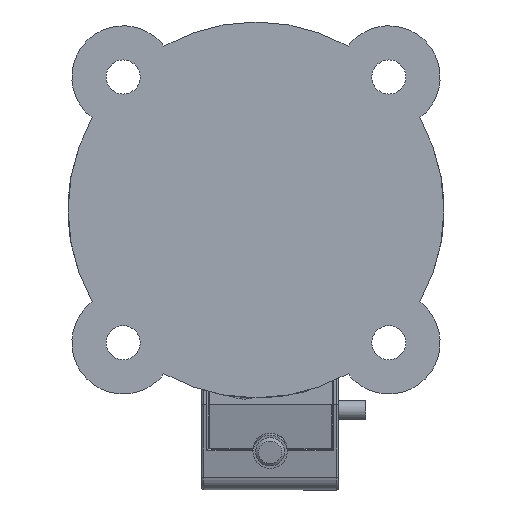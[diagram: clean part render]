
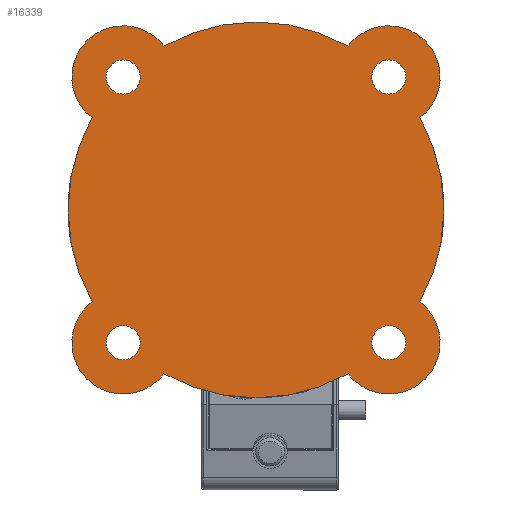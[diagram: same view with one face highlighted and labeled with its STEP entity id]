
A CAD part, left-side view. The second image highlights one B-rep face of the part: STEP entity #16339.
In plain terms, the highlighted face is planar.
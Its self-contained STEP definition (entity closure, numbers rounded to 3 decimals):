
#284=FACE_BOUND('',#5722,.T.);
#285=FACE_BOUND('',#5723,.T.);
#286=FACE_BOUND('',#5724,.T.);
#287=FACE_BOUND('',#5725,.T.);
#699=PLANE('',#17793);
#4701=FACE_OUTER_BOUND('',#5721,.T.);
#5721=EDGE_LOOP('',(#14639,#14640,#14641,#14642,#14643,#14644,#14645,#14646));
#5722=EDGE_LOOP('',(#14647));
#5723=EDGE_LOOP('',(#14648));
#5724=EDGE_LOOP('',(#14649));
#5725=EDGE_LOOP('',(#14650));
#6734=CIRCLE('',#17770,5.);
#6735=CIRCLE('',#17772,5.);
#6736=CIRCLE('',#17774,5.);
#6737=CIRCLE('',#17776,5.);
#6738=CIRCLE('',#17778,15.);
#6739=CIRCLE('',#17780,55.);
#6740=CIRCLE('',#17782,15.);
#6741=CIRCLE('',#17784,55.);
#6742=CIRCLE('',#17786,15.);
#6743=CIRCLE('',#17788,55.);
#6744=CIRCLE('',#17790,15.);
#6745=CIRCLE('',#17792,55.);
#8021=VERTEX_POINT('',#29366);
#8022=VERTEX_POINT('',#29370);
#8023=VERTEX_POINT('',#29374);
#8024=VERTEX_POINT('',#29378);
#8025=VERTEX_POINT('',#29382);
#8026=VERTEX_POINT('',#29383);
#8027=VERTEX_POINT('',#29388);
#8028=VERTEX_POINT('',#29392);
#8029=VERTEX_POINT('',#29396);
#8030=VERTEX_POINT('',#29400);
#8031=VERTEX_POINT('',#29404);
#8032=VERTEX_POINT('',#29408);
#10248=EDGE_CURVE('',#8021,#8021,#6734,.T.);
#10250=EDGE_CURVE('',#8022,#8022,#6735,.T.);
#10252=EDGE_CURVE('',#8023,#8023,#6736,.T.);
#10254=EDGE_CURVE('',#8024,#8024,#6737,.T.);
#10255=EDGE_CURVE('',#8025,#8026,#6738,.T.);
#10258=EDGE_CURVE('',#8027,#8025,#6739,.T.);
#10260=EDGE_CURVE('',#8028,#8027,#6740,.T.);
#10262=EDGE_CURVE('',#8029,#8028,#6741,.T.);
#10264=EDGE_CURVE('',#8030,#8029,#6742,.T.);
#10266=EDGE_CURVE('',#8031,#8030,#6743,.T.);
#10268=EDGE_CURVE('',#8032,#8031,#6744,.T.);
#10270=EDGE_CURVE('',#8026,#8032,#6745,.T.);
#14639=ORIENTED_EDGE('',*,*,#10270,.F.);
#14640=ORIENTED_EDGE('',*,*,#10255,.F.);
#14641=ORIENTED_EDGE('',*,*,#10258,.F.);
#14642=ORIENTED_EDGE('',*,*,#10260,.F.);
#14643=ORIENTED_EDGE('',*,*,#10262,.F.);
#14644=ORIENTED_EDGE('',*,*,#10264,.F.);
#14645=ORIENTED_EDGE('',*,*,#10266,.F.);
#14646=ORIENTED_EDGE('',*,*,#10268,.F.);
#14647=ORIENTED_EDGE('',*,*,#10248,.T.);
#14648=ORIENTED_EDGE('',*,*,#10250,.T.);
#14649=ORIENTED_EDGE('',*,*,#10252,.T.);
#14650=ORIENTED_EDGE('',*,*,#10254,.T.);
#16339=ADVANCED_FACE('',(#4701,#284,#285,#286,#287),#699,.F.);
#17770=AXIS2_PLACEMENT_3D('',#29368,#21515,#21516);
#17772=AXIS2_PLACEMENT_3D('',#29372,#21520,#21521);
#17774=AXIS2_PLACEMENT_3D('',#29376,#21525,#21526);
#17776=AXIS2_PLACEMENT_3D('',#29380,#21530,#21531);
#17778=AXIS2_PLACEMENT_3D('',#29384,#21534,#21535);
#17780=AXIS2_PLACEMENT_3D('',#29389,#21540,#21541);
#17782=AXIS2_PLACEMENT_3D('',#29393,#21545,#21546);
#17784=AXIS2_PLACEMENT_3D('',#29397,#21550,#21551);
#17786=AXIS2_PLACEMENT_3D('',#29401,#21555,#21556);
#17788=AXIS2_PLACEMENT_3D('',#29405,#21560,#21561);
#17790=AXIS2_PLACEMENT_3D('',#29409,#21565,#21566);
#17792=AXIS2_PLACEMENT_3D('',#29412,#21570,#21571);
#17793=AXIS2_PLACEMENT_3D('',#29413,#21572,#21573);
#21515=DIRECTION('center_axis',(0.,0.,1.));
#21516=DIRECTION('ref_axis',(1.,0.,0.));
#21520=DIRECTION('center_axis',(0.,0.,1.));
#21521=DIRECTION('ref_axis',(1.,0.,0.));
#21525=DIRECTION('center_axis',(0.,0.,1.));
#21526=DIRECTION('ref_axis',(1.,0.,0.));
#21530=DIRECTION('center_axis',(0.,0.,1.));
#21531=DIRECTION('ref_axis',(1.,0.,0.));
#21534=DIRECTION('center_axis',(0.,0.,1.));
#21535=DIRECTION('ref_axis',(-0.604,0.797,0.));
#21540=DIRECTION('center_axis',(0.,0.,1.));
#21541=DIRECTION('ref_axis',(-0.872,0.49,0.));
#21545=DIRECTION('center_axis',(0.,0.,1.));
#21546=DIRECTION('ref_axis',(0.797,0.604,0.));
#21550=DIRECTION('center_axis',(0.,0.,1.));
#21551=DIRECTION('ref_axis',(0.49,0.872,0.));
#21555=DIRECTION('center_axis',(0.,0.,1.));
#21556=DIRECTION('ref_axis',(0.604,-0.797,0.));
#21560=DIRECTION('center_axis',(0.,0.,1.));
#21561=DIRECTION('ref_axis',(0.872,-0.49,0.));
#21565=DIRECTION('center_axis',(0.,0.,1.));
#21566=DIRECTION('ref_axis',(-0.797,-0.604,0.));
#21570=DIRECTION('center_axis',(0.,0.,1.));
#21571=DIRECTION('ref_axis',(-0.49,-0.872,0.));
#21572=DIRECTION('center_axis',(0.,0.,1.));
#21573=DIRECTION('ref_axis',(1.,0.,0.));
#29366=CARTESIAN_POINT('',(-43.891,-38.891,0.));
#29368=CARTESIAN_POINT('Origin',(-38.891,-38.891,0.));
#29370=CARTESIAN_POINT('',(33.891,-38.891,0.));
#29372=CARTESIAN_POINT('Origin',(38.891,-38.891,0.));
#29374=CARTESIAN_POINT('',(33.891,38.891,0.));
#29376=CARTESIAN_POINT('Origin',(38.891,38.891,0.));
#29378=CARTESIAN_POINT('',(-43.891,38.891,0.));
#29380=CARTESIAN_POINT('Origin',(-38.891,38.891,0.));
#29382=CARTESIAN_POINT('',(-47.952,-26.937,0.));
#29383=CARTESIAN_POINT('',(-26.937,-47.952,0.));
#29384=CARTESIAN_POINT('Origin',(-38.891,-38.891,0.));
#29388=CARTESIAN_POINT('',(-47.952,26.937,0.));
#29389=CARTESIAN_POINT('Origin',(0.,0.,0.));
#29392=CARTESIAN_POINT('',(-26.937,47.952,0.));
#29393=CARTESIAN_POINT('Origin',(-38.891,38.891,0.));
#29396=CARTESIAN_POINT('',(26.937,47.952,0.));
#29397=CARTESIAN_POINT('Origin',(0.,0.,0.));
#29400=CARTESIAN_POINT('',(47.952,26.937,0.));
#29401=CARTESIAN_POINT('Origin',(38.891,38.891,0.));
#29404=CARTESIAN_POINT('',(47.952,-26.937,0.));
#29405=CARTESIAN_POINT('Origin',(0.,0.,0.));
#29408=CARTESIAN_POINT('',(26.937,-47.952,0.));
#29409=CARTESIAN_POINT('Origin',(38.891,-38.891,0.));
#29412=CARTESIAN_POINT('Origin',(0.,0.,0.));
#29413=CARTESIAN_POINT('Origin',(0.,0.,0.));
